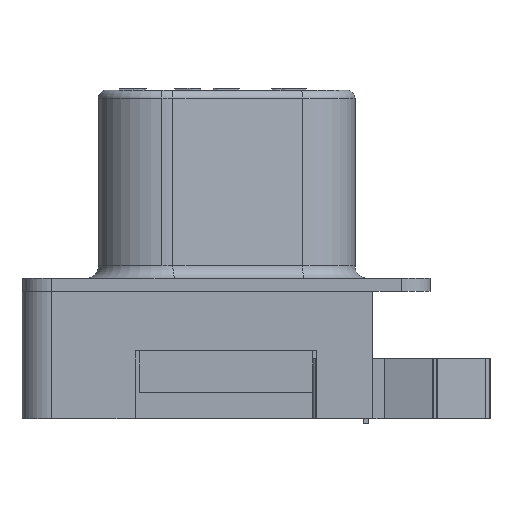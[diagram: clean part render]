
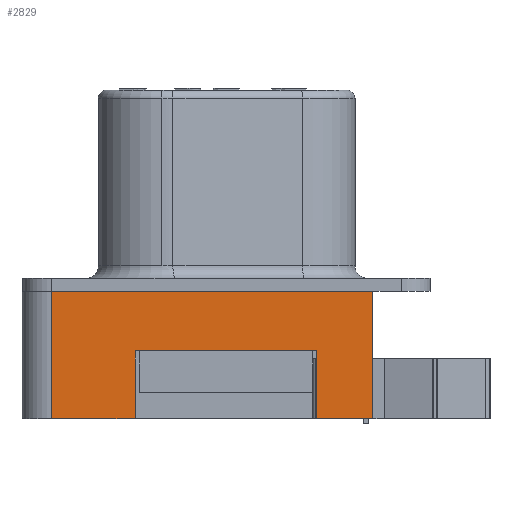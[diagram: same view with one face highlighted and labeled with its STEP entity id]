
A CAD part, left-side view. The second image highlights one B-rep face of the part: STEP entity #2829.
In plain terms, the highlighted planar face has unit normal (-1, 0, 0).
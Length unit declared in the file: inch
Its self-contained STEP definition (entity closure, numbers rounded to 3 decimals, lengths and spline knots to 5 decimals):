
#1132 = LINE ( 'NONE', #14379, #1135 ) ;
#1135 = VECTOR ( 'NONE', #14381, 39.37008 ) ;
#1152 = LINE ( 'NONE', #14396, #1157 ) ;
#1157 = VECTOR ( 'NONE', #14402, 39.37008 ) ;
#1364 = EDGE_CURVE ( 'NONE', #14115, #2108, #1132, .T. ) ;
#1375 = EDGE_CURVE ( 'NONE', #2045, #2013, #1152, .T. ) ;
#1662 = AXIS2_PLACEMENT_3D ( 'NONE', #3840, #3848, #3849 ) ;
#2013 = VERTEX_POINT ( 'NONE', #14692 ) ;
#2045 = VERTEX_POINT ( 'NONE', #14719 ) ;
#2050 = VERTEX_POINT ( 'NONE', #14723 ) ;
#2085 = VERTEX_POINT ( 'NONE', #14751 ) ;
#2108 = VERTEX_POINT ( 'NONE', #14773 ) ;
#2829 = ADVANCED_FACE ( 'NONE', ( #9066 ), #3845, .F. ) ;
#3840 = CARTESIAN_POINT ( 'NONE',  ( -0.001, 0.07, -0.17 ) ) ;
#3845 = PLANE ( 'NONE',  #1662 ) ;
#3848 = DIRECTION ( 'NONE',  ( 1., 0., 0. ) ) ;
#3849 = DIRECTION ( 'NONE',  ( 0., 1., 0. ) ) ;
#4907 = CARTESIAN_POINT ( 'NONE',  ( -0.001, 0.07, -0.17 ) ) ;
#4908 = DIRECTION ( 'NONE',  ( 0., 1., 0. ) ) ;
#5089 = LINE ( 'NONE', #4907, #5092 ) ;
#5092 = VECTOR ( 'NONE', #4908, 39.37008 ) ;
#5638 = LINE ( 'NONE', #6584, #5641 ) ;
#5640 = LINE ( 'NONE', #6586, #5643 ) ;
#5641 = VECTOR ( 'NONE', #6585, 39.37008 ) ;
#5643 = VECTOR ( 'NONE', #6587, 39.37008 ) ;
#5890 = LINE ( 'NONE', #6923, #5893 ) ;
#5893 = VECTOR ( 'NONE', #6924, 39.37008 ) ;
#5942 = LINE ( 'NONE', #6985, #5945 ) ;
#5944 = LINE ( 'NONE', #6987, #5947 ) ;
#5945 = VECTOR ( 'NONE', #6986, 39.37008 ) ;
#5947 = VECTOR ( 'NONE', #6989, 39.37008 ) ;
#6584 = CARTESIAN_POINT ( 'NONE',  ( -0.001, 0.138, -0.088 ) ) ;
#6585 = DIRECTION ( 'NONE',  ( 0., 0., -1. ) ) ;
#6586 = CARTESIAN_POINT ( 'NONE',  ( -0.001, 0.459, -0.17 ) ) ;
#6587 = DIRECTION ( 'NONE',  ( 0., 0., 1. ) ) ;
#6920 = EDGE_LOOP ( 'NONE', ( #13065, #13072, #13073, #13064, #12647, #12966, #12967, #12650 ) ) ;
#6923 = CARTESIAN_POINT ( 'NONE',  ( -0.001, 0.358, -0.088 ) ) ;
#6924 = DIRECTION ( 'NONE',  ( 0., 0., -1. ) ) ;
#6985 = CARTESIAN_POINT ( 'NONE',  ( -0.001, 0.07, -0.016 ) ) ;
#6986 = DIRECTION ( 'NONE',  ( 0., 1., 0. ) ) ;
#6987 = CARTESIAN_POINT ( 'NONE',  ( -0.001, 0.07, -0.17 ) ) ;
#6989 = DIRECTION ( 'NONE',  ( 0., 1., 0. ) ) ;
#7171 = CARTESIAN_POINT ( 'NONE',  ( -0.001, 0.459, -0.016 ) ) ;
#7205 = CARTESIAN_POINT ( 'NONE',  ( -0.001, 0.138, -0.17 ) ) ;
#7342 = CARTESIAN_POINT ( 'NONE',  ( -0.001, 0.07, -0.17 ) ) ;
#9066 = FACE_OUTER_BOUND ( 'NONE', #6920, .T. ) ;
#9838 = EDGE_CURVE ( 'NONE', #2050, #2085, #5089, .T. ) ;
#11451 = EDGE_CURVE ( 'NONE', #2045, #12913, #5638, .T. ) ;
#11452 = EDGE_CURVE ( 'NONE', #2085, #12879, #5640, .T. ) ;
#11598 = EDGE_CURVE ( 'NONE', #2013, #2050, #5890, .T. ) ;
#11626 = EDGE_CURVE ( 'NONE', #2108, #12879, #5942, .T. ) ;
#11627 = EDGE_CURVE ( 'NONE', #14115, #12913, #5944, .T. ) ;
#12647 = ORIENTED_EDGE ( 'NONE', *, *, #11626, .T. ) ;
#12650 = ORIENTED_EDGE ( 'NONE', *, *, #11598, .F. ) ;
#12879 = VERTEX_POINT ( 'NONE', #7171 ) ;
#12913 = VERTEX_POINT ( 'NONE', #7205 ) ;
#12966 = ORIENTED_EDGE ( 'NONE', *, *, #11452, .F. ) ;
#12967 = ORIENTED_EDGE ( 'NONE', *, *, #9838, .F. ) ;
#13064 = ORIENTED_EDGE ( 'NONE', *, *, #1364, .T. ) ;
#13065 = ORIENTED_EDGE ( 'NONE', *, *, #1375, .F. ) ;
#13072 = ORIENTED_EDGE ( 'NONE', *, *, #11451, .T. ) ;
#13073 = ORIENTED_EDGE ( 'NONE', *, *, #11627, .F. ) ;
#14115 = VERTEX_POINT ( 'NONE', #7342 ) ;
#14379 = CARTESIAN_POINT ( 'NONE',  ( -0.001, 0.07, -0.17 ) ) ;
#14381 = DIRECTION ( 'NONE',  ( 0., 0., 1. ) ) ;
#14396 = CARTESIAN_POINT ( 'NONE',  ( -0.001, 0.358, -0.088 ) ) ;
#14402 = DIRECTION ( 'NONE',  ( 0., 1., 0. ) ) ;
#14692 = CARTESIAN_POINT ( 'NONE',  ( -0.001, 0.358, -0.088 ) ) ;
#14719 = CARTESIAN_POINT ( 'NONE',  ( -0.001, 0.138, -0.088 ) ) ;
#14723 = CARTESIAN_POINT ( 'NONE',  ( -0.001, 0.358, -0.17 ) ) ;
#14751 = CARTESIAN_POINT ( 'NONE',  ( -0.001, 0.459, -0.17 ) ) ;
#14773 = CARTESIAN_POINT ( 'NONE',  ( -0.001, 0.07, -0.016 ) ) ;
